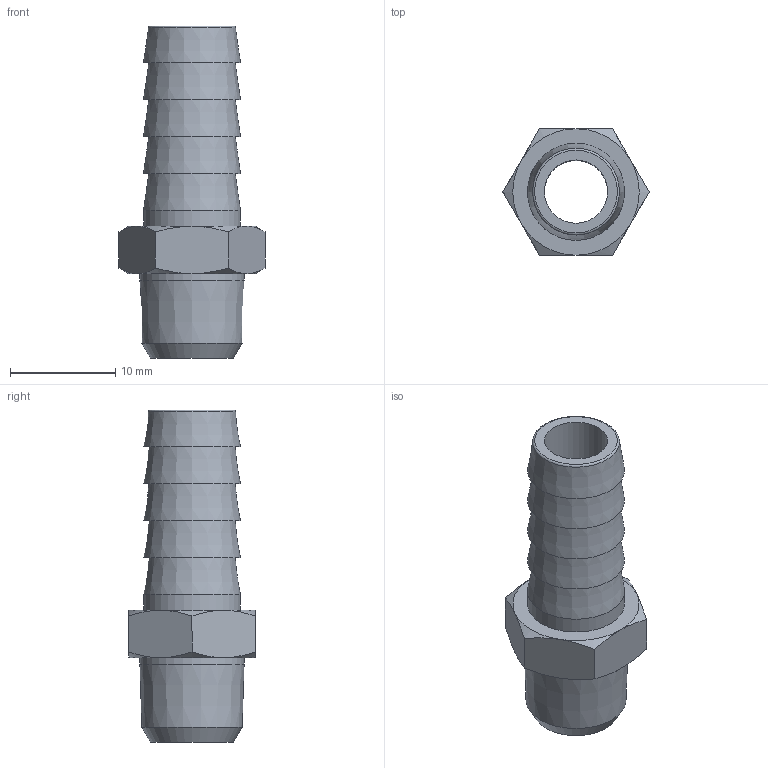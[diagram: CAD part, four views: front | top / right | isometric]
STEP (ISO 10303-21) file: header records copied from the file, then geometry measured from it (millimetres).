
FILE_DESCRIPTION(( 'RA.30C09.18.STP' ), '1');
FILE_NAME( 'RA.30C09.18.STP', '2018-10-11T15:15:49',( 'Sopra'),('sopra-pneumatic.com'), 'SwSTEP 2.0','SolidWorks 2009','' );
FILE_SCHEMA (('AUTOMOTIVE_DESIGN { 1 0 10303 214 1 1 1 1 }'));
Length unit declared in the file: millimetre
Products named in the file (2): Root; 30408
Assembly tree (1 placements, depth 2):
  Root
    30408
Bounding box: 13.86 x 12 x 31.5 mm (x, y, z)
Volume: 1378 mm3; surface area: 1740.6 mm2
Topology: 1 solids, 1 shells, 38 faces, 75 edges, 46 vertices
Faces by surface type: cone 20, plane 14, cylinder 3, torus 1
Full cylindrical faces by diameter (mm): 6 x1, 9.2 x1, 9.884 x1
Entity records: 1568 total; most frequent: DIRECTION 196, CARTESIAN_POINT 145, PRESENTATION_STYLE_ASSIGNMENT 123, COLOUR_RGB 123, DRAUGHTING_PRE_DEFINED_CURVE_FONT 122, CURVE_STYLE 122, OVER_RIDING_STYLED_ITEM 122, ORIENTED_EDGE 122
